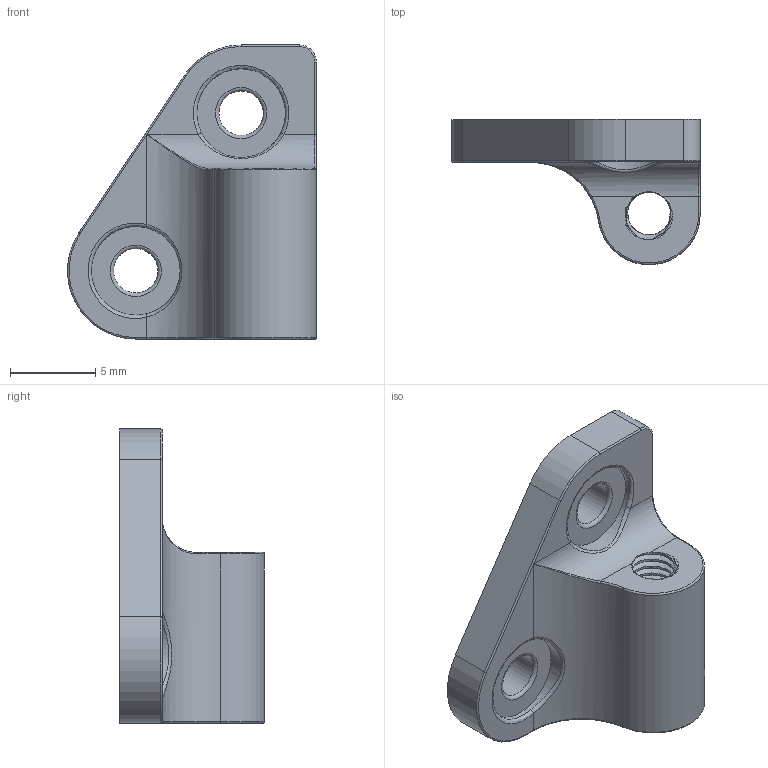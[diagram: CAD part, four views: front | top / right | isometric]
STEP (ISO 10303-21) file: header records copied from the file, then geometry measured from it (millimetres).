
FILE_DESCRIPTION(/* description */ (''),/* implementation_level */ '2;1');
FILE_NAME(/* name */ 'headStopRightSide.step',/* time_stamp */ '2025-07-02T19:08:01-07:00',/* author */ (''),/* organization */ (''),/* preprocessor_version */ 'ST-DEVELOPER v20.1',/* originating_system */ 'Autodesk Translation Framework v14.10.0.0',/* authorisation */ '');
FILE_SCHEMA (('AUTOMOTIVE_DESIGN { 1 0 10303 214 3 1 1 }'));
Length unit declared in the file: millimetre
Products named in the file (1): 2025-06-28-13-58-13-004
Bounding box: 14.57 x 8.49 x 17.24 mm (x, y, z)
Volume: 752.4 mm3; surface area: 834.1 mm2
Topology: 1 solids, 1 shells, 84 faces, 231 edges, 147 vertices
Faces by surface type: cylinder 58, torus 12, plane 9, bspline 5
Full cylindrical faces by diameter (mm): 2.529 x10, 2.6 x2, 3.086 x5, 5.2 x2
Entity records: 5313 total; most frequent: CARTESIAN_POINT 3292, ORIENTED_EDGE 460, DIRECTION 356, EDGE_CURVE 230, VERTEX_POINT 147, AXIS2_PLACEMENT_3D 141, B_SPLINE_CURVE_WITH_KNOTS 95, EDGE_LOOP 89
